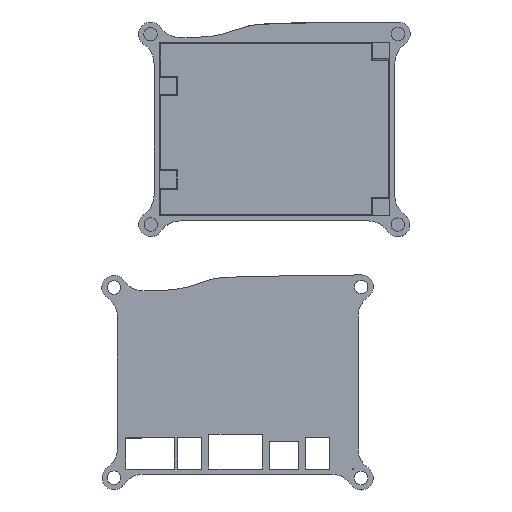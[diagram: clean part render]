
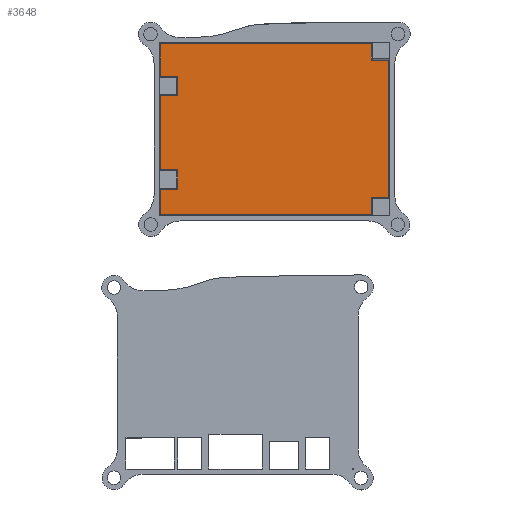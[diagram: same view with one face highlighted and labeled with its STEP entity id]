
A CAD part, top view. The second image highlights one B-rep face of the part: STEP entity #3648.
In plain terms, the highlighted planar face has unit normal (0, 0, 1).
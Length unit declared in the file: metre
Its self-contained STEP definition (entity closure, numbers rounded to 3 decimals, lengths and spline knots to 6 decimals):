
#338=ORIENTED_EDGE('',*,*,#1408,.T.);
#339=ORIENTED_EDGE('',*,*,#1409,.T.);
#340=ORIENTED_EDGE('',*,*,#1410,.T.);
#341=ORIENTED_EDGE('',*,*,#1411,.T.);
#342=ORIENTED_EDGE('',*,*,#1412,.T.);
#343=ORIENTED_EDGE('',*,*,#1413,.T.);
#344=ORIENTED_EDGE('',*,*,#1414,.T.);
#345=ORIENTED_EDGE('',*,*,#1415,.T.);
#346=ORIENTED_EDGE('',*,*,#1416,.T.);
#347=ORIENTED_EDGE('',*,*,#1417,.T.);
#348=ORIENTED_EDGE('',*,*,#1418,.T.);
#349=ORIENTED_EDGE('',*,*,#1419,.F.);
#350=ORIENTED_EDGE('',*,*,#1420,.F.);
#351=ORIENTED_EDGE('',*,*,#1421,.F.);
#352=ORIENTED_EDGE('',*,*,#1422,.T.);
#353=ORIENTED_EDGE('',*,*,#1423,.T.);
#354=ORIENTED_EDGE('',*,*,#1424,.T.);
#355=ORIENTED_EDGE('',*,*,#1425,.F.);
#356=ORIENTED_EDGE('',*,*,#1426,.T.);
#357=ORIENTED_EDGE('',*,*,#1427,.T.);
#1408=EDGE_CURVE('',#1943,#1944,#2288,.T.);
#1409=EDGE_CURVE('',#1944,#1945,#2289,.T.);
#1410=EDGE_CURVE('',#1945,#1946,#2290,.T.);
#1411=EDGE_CURVE('',#1946,#1947,#2291,.F.);
#1412=EDGE_CURVE('',#1947,#1948,#2292,.T.);
#1413=EDGE_CURVE('',#1948,#1949,#2293,.F.);
#1414=EDGE_CURVE('',#1949,#1950,#2294,.F.);
#1415=EDGE_CURVE('',#1950,#1951,#2295,.T.);
#1416=EDGE_CURVE('',#1951,#1952,#2296,.T.);
#1417=EDGE_CURVE('',#1952,#1953,#2297,.F.);
#1418=EDGE_CURVE('',#1953,#1954,#2298,.T.);
#1419=EDGE_CURVE('',#1955,#1954,#2299,.T.);
#1420=EDGE_CURVE('',#1835,#1955,#2300,.T.);
#1421=EDGE_CURVE('',#1956,#1835,#2301,.T.);
#1422=EDGE_CURVE('',#1956,#1957,#2302,.F.);
#1423=EDGE_CURVE('',#1957,#1958,#2303,.T.);
#1424=EDGE_CURVE('',#1958,#1959,#2304,.F.);
#1425=EDGE_CURVE('',#1960,#1959,#2305,.T.);
#1426=EDGE_CURVE('',#1960,#1961,#2306,.T.);
#1427=EDGE_CURVE('',#1961,#1943,#2307,.T.);
#1835=VERTEX_POINT('',#5254);
#1943=VERTEX_POINT('',#5476);
#1944=VERTEX_POINT('',#5477);
#1945=VERTEX_POINT('',#5479);
#1946=VERTEX_POINT('',#5481);
#1947=VERTEX_POINT('',#5483);
#1948=VERTEX_POINT('',#5485);
#1949=VERTEX_POINT('',#5487);
#1950=VERTEX_POINT('',#5489);
#1951=VERTEX_POINT('',#5491);
#1952=VERTEX_POINT('',#5493);
#1953=VERTEX_POINT('',#5495);
#1954=VERTEX_POINT('',#5497);
#1955=VERTEX_POINT('',#5499);
#1956=VERTEX_POINT('',#5502);
#1957=VERTEX_POINT('',#5504);
#1958=VERTEX_POINT('',#5506);
#1959=VERTEX_POINT('',#5508);
#1960=VERTEX_POINT('',#5510);
#1961=VERTEX_POINT('',#5512);
#2288=LINE('',#5475,#2702);
#2289=LINE('',#5478,#2703);
#2290=LINE('',#5480,#2704);
#2291=LINE('',#5482,#2705);
#2292=LINE('',#5484,#2706);
#2293=LINE('',#5486,#2707);
#2294=LINE('',#5488,#2708);
#2295=LINE('',#5490,#2709);
#2296=LINE('',#5492,#2710);
#2297=LINE('',#5494,#2711);
#2298=LINE('',#5496,#2712);
#2299=LINE('',#5498,#2713);
#2300=LINE('',#5500,#2714);
#2301=LINE('',#5501,#2715);
#2302=LINE('',#5503,#2716);
#2303=LINE('',#5505,#2717);
#2304=LINE('',#5507,#2718);
#2305=LINE('',#5509,#2719);
#2306=LINE('',#5511,#2720);
#2307=LINE('',#5513,#2721);
#2702=VECTOR('',#4332,1.);
#2703=VECTOR('',#4333,1.);
#2704=VECTOR('',#4334,1.);
#2705=VECTOR('',#4335,1.);
#2706=VECTOR('',#4336,1.);
#2707=VECTOR('',#4337,1.);
#2708=VECTOR('',#4338,1.);
#2709=VECTOR('',#4339,1.);
#2710=VECTOR('',#4340,1.);
#2711=VECTOR('',#4341,1.);
#2712=VECTOR('',#4342,1.);
#2713=VECTOR('',#4343,1.);
#2714=VECTOR('',#4344,1.);
#2715=VECTOR('',#4345,1.);
#2716=VECTOR('',#4346,1.);
#2717=VECTOR('',#4347,1.);
#2718=VECTOR('',#4348,1.);
#2719=VECTOR('',#4349,1.);
#2720=VECTOR('',#4350,1.);
#2721=VECTOR('',#4351,1.);
#3013=EDGE_LOOP('',(#338,#339,#340,#341,#342,#343,#344,#345,#346,#347,#348,
#349,#350,#351,#352,#353,#354,#355,#356,#357));
#3274=FACE_BOUND('',#3013,.T.);
#3513=PLANE('',#3880);
#3648=ADVANCED_FACE('',(#3274),#3513,.T.);
#3880=AXIS2_PLACEMENT_3D('',#5474,#4330,#4331);
#4330=DIRECTION('',(0.,0.,1.));
#4331=DIRECTION('',(1.,0.,0.));
#4332=DIRECTION('',(0.,-1.,0.));
#4333=DIRECTION('',(1.,0.,0.));
#4334=DIRECTION('',(0.,-1.,0.));
#4335=DIRECTION('',(1.,0.,0.));
#4336=DIRECTION('',(0.,-1.,0.));
#4337=DIRECTION('',(-1.,0.,0.));
#4338=DIRECTION('',(0.,1.,0.));
#4339=DIRECTION('',(-1.,0.,0.));
#4340=DIRECTION('',(0.,-1.,0.));
#4341=DIRECTION('',(-1.,0.,0.));
#4342=DIRECTION('',(0.,-1.,0.));
#4343=DIRECTION('',(-1.,0.,0.));
#4344=DIRECTION('',(-0.736,-0.677,0.));
#4345=DIRECTION('',(1.,0.,0.));
#4346=DIRECTION('',(0.,-1.,0.));
#4347=DIRECTION('',(1.,0.,0.));
#4348=DIRECTION('',(0.,-1.,0.));
#4349=DIRECTION('',(1.,0.,0.));
#4350=DIRECTION('',(0.,1.,0.));
#4351=DIRECTION('',(-1.,0.,0.));
#5254=CARTESIAN_POINT('',(0.039804,0.007634,0.0015));
#5474=CARTESIAN_POINT('',(0.00643,0.032642,0.0015));
#5475=CARTESIAN_POINT('',(-0.026596,0.032642,0.0015));
#5476=CARTESIAN_POINT('',(-0.026596,0.057434,0.0015));
#5477=CARTESIAN_POINT('',(-0.026596,0.048034,0.0015));
#5478=CARTESIAN_POINT('',(-0.021896,0.048034,0.0015));
#5479=CARTESIAN_POINT('',(-0.021596,0.048034,0.0015));
#5480=CARTESIAN_POINT('',(-0.021596,0.042734,0.0015));
#5481=CARTESIAN_POINT('',(-0.021596,0.042434,0.0015));
#5482=CARTESIAN_POINT('',(0.00643,0.042434,0.0015));
#5483=CARTESIAN_POINT('',(-0.026596,0.042434,0.0015));
#5484=CARTESIAN_POINT('',(-0.026596,0.032642,0.0015));
#5485=CARTESIAN_POINT('',(-0.026596,0.020934,0.0015));
#5486=CARTESIAN_POINT('',(-0.021896,0.020934,0.0015));
#5487=CARTESIAN_POINT('',(-0.021596,0.020934,0.0015));
#5488=CARTESIAN_POINT('',(-0.021596,0.015634,0.0015));
#5489=CARTESIAN_POINT('',(-0.021596,0.015334,0.0015));
#5490=CARTESIAN_POINT('',(0.00643,0.015334,0.0015));
#5491=CARTESIAN_POINT('',(-0.026596,0.015334,0.0015));
#5492=CARTESIAN_POINT('',(-0.026596,0.032642,0.0015));
#5493=CARTESIAN_POINT('',(-0.026596,0.007929,0.0015));
#5494=CARTESIAN_POINT('',(0.039798,0.007929,0.0015));
#5495=CARTESIAN_POINT('',(0.034398,0.007929,0.0015));
#5496=CARTESIAN_POINT('',(0.034398,0.032642,0.0015));
#5497=CARTESIAN_POINT('',(0.034398,0.007629,0.0015));
#5498=CARTESIAN_POINT('',(0.00643,0.007629,0.0015));
#5499=CARTESIAN_POINT('',(0.039798,0.007629,0.0015));
#5500=CARTESIAN_POINT('',(0.039801,0.007632,0.0015));
#5501=CARTESIAN_POINT('',(0.00643,0.007634,0.0015));
#5502=CARTESIAN_POINT('',(0.034504,0.007634,0.0015));
#5503=CARTESIAN_POINT('',(0.034504,0.012634,0.0015));
#5504=CARTESIAN_POINT('',(0.034504,0.012934,0.0015));
#5505=CARTESIAN_POINT('',(0.00643,0.012934,0.0015));
#5506=CARTESIAN_POINT('',(0.039504,0.012934,0.0015));
#5507=CARTESIAN_POINT('',(0.039504,0.052734,0.0015));
#5508=CARTESIAN_POINT('',(0.039504,0.052734,0.0015));
#5509=CARTESIAN_POINT('',(0.00643,0.052734,0.0015));
#5510=CARTESIAN_POINT('',(0.034504,0.052734,0.0015));
#5511=CARTESIAN_POINT('',(0.034504,0.032642,0.0015));
#5512=CARTESIAN_POINT('',(0.034504,0.057434,0.0015));
#5513=CARTESIAN_POINT('',(0.00643,0.057434,0.0015));
